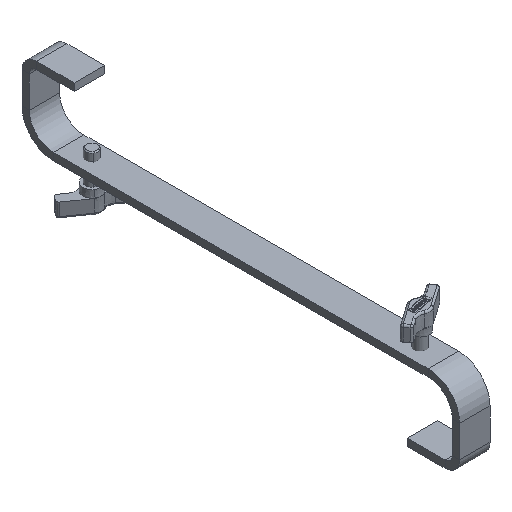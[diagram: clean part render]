
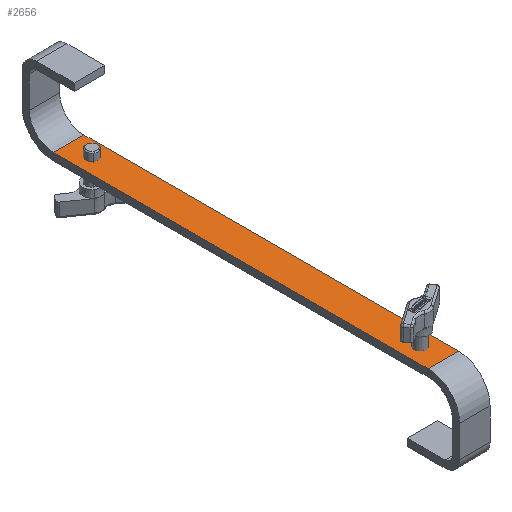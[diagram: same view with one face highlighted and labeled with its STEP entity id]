
A CAD part, isometric view. The second image highlights one B-rep face of the part: STEP entity #2656.
In plain terms, the highlighted planar face has unit normal (0, 0, 1).
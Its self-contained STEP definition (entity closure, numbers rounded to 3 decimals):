
#158 = EDGE_CURVE ( 'NONE', #358, #11727, #1766, .T. ) ;
#325 = DIRECTION ( 'NONE',  ( -1., 0., 0. ) ) ;
#358 = VERTEX_POINT ( 'NONE', #9244 ) ;
#626 = CARTESIAN_POINT ( 'NONE',  ( 12.5, -291., -58. ) ) ;
#1009 = ORIENTED_EDGE ( 'NONE', *, *, #12447, .T. ) ;
#1256 = AXIS2_PLACEMENT_3D ( 'NONE', #13508, #10954, #3534 ) ;
#1332 = CARTESIAN_POINT ( 'NONE',  ( 0., -267.75, -58. ) ) ;
#1766 = CIRCLE ( 'NONE', #8938, 4.25 ) ;
#1880 = EDGE_LOOP ( 'NONE', ( #11746, #9293 ) ) ;
#1974 = AXIS2_PLACEMENT_3D ( 'NONE', #8201, #8136, #10593 ) ;
#2053 = CARTESIAN_POINT ( 'NONE',  ( 0., 2.25, -58. ) ) ;
#2389 = ORIENTED_EDGE ( 'NONE', *, *, #158, .T. ) ;
#2536 = EDGE_CURVE ( 'NONE', #11727, #358, #12170, .T. ) ;
#2548 = LINE ( 'NONE', #11057, #4684 ) ;
#2656 = ADVANCED_FACE ( 'NONE', ( #4993, #3461, #12960 ), #5881, .F. ) ;
#3141 = DIRECTION ( 'NONE',  ( -1., 0., 0. ) ) ;
#3219 = AXIS2_PLACEMENT_3D ( 'NONE', #14694, #14594, #8403 ) ;
#3461 = FACE_BOUND ( 'NONE', #9203, .T. ) ;
#3534 = DIRECTION ( 'NONE',  ( 0., 1., 0. ) ) ;
#3716 = VERTEX_POINT ( 'NONE', #2053 ) ;
#3752 = ORIENTED_EDGE ( 'NONE', *, *, #2536, .T. ) ;
#3903 = EDGE_CURVE ( 'NONE', #5400, #3716, #13241, .T. ) ;
#4086 = CARTESIAN_POINT ( 'NONE',  ( 0., -272., -58. ) ) ;
#4119 = EDGE_CURVE ( 'NONE', #10912, #8666, #2548, .T. ) ;
#4212 = VERTEX_POINT ( 'NONE', #14480 ) ;
#4276 = VECTOR ( 'NONE', #15357, 1000. ) ;
#4684 = VECTOR ( 'NONE', #14876, 1000. ) ;
#4993 = FACE_BOUND ( 'NONE', #1880, .T. ) ;
#5343 = CARTESIAN_POINT ( 'NONE',  ( 12.5, 17., -58. ) ) ;
#5400 = VERTEX_POINT ( 'NONE', #12864 ) ;
#5562 = EDGE_CURVE ( 'NONE', #3716, #5400, #10288, .T. ) ;
#5751 = VERTEX_POINT ( 'NONE', #13963 ) ;
#5881 = PLANE ( 'NONE',  #3219 ) ;
#6198 = LINE ( 'NONE', #5343, #4276 ) ;
#6678 = LINE ( 'NONE', #626, #11544 ) ;
#8136 = DIRECTION ( 'NONE',  ( 0., 0., -1. ) ) ;
#8201 = CARTESIAN_POINT ( 'NONE',  ( 0., -2., -58. ) ) ;
#8264 = ORIENTED_EDGE ( 'NONE', *, *, #11490, .F. ) ;
#8403 = DIRECTION ( 'NONE',  ( 0., 1., 0. ) ) ;
#8459 = EDGE_CURVE ( 'NONE', #5751, #4212, #6198, .T. ) ;
#8513 = EDGE_LOOP ( 'NONE', ( #14697, #8264, #15982, #1009 ) ) ;
#8666 = VERTEX_POINT ( 'NONE', #14306 ) ;
#8938 = AXIS2_PLACEMENT_3D ( 'NONE', #13607, #14863, #11043 ) ;
#9203 = EDGE_LOOP ( 'NONE', ( #3752, #2389 ) ) ;
#9244 = CARTESIAN_POINT ( 'NONE',  ( 0., -276.25, -58. ) ) ;
#9293 = ORIENTED_EDGE ( 'NONE', *, *, #3903, .T. ) ;
#10067 = CARTESIAN_POINT ( 'NONE',  ( 12.5, 17., -58. ) ) ;
#10288 = CIRCLE ( 'NONE', #1256, 4.25 ) ;
#10341 = DIRECTION ( 'NONE',  ( 0., 1., 0. ) ) ;
#10593 = DIRECTION ( 'NONE',  ( 0., 1., 0. ) ) ;
#10912 = VERTEX_POINT ( 'NONE', #15170 ) ;
#10946 = LINE ( 'NONE', #10067, #12690 ) ;
#10954 = DIRECTION ( 'NONE',  ( 0., 0., -1. ) ) ;
#11043 = DIRECTION ( 'NONE',  ( 0., 1., 0. ) ) ;
#11057 = CARTESIAN_POINT ( 'NONE',  ( -12.5, 17., -58. ) ) ;
#11490 = EDGE_CURVE ( 'NONE', #4212, #8666, #6678, .T. ) ;
#11544 = VECTOR ( 'NONE', #3141, 1000. ) ;
#11727 = VERTEX_POINT ( 'NONE', #1332 ) ;
#11746 = ORIENTED_EDGE ( 'NONE', *, *, #5562, .T. ) ;
#12170 = CIRCLE ( 'NONE', #12671, 4.25 ) ;
#12447 = EDGE_CURVE ( 'NONE', #5751, #10912, #10946, .T. ) ;
#12671 = AXIS2_PLACEMENT_3D ( 'NONE', #4086, #14074, #10341 ) ;
#12690 = VECTOR ( 'NONE', #325, 1000. ) ;
#12864 = CARTESIAN_POINT ( 'NONE',  ( 0., -6.25, -58. ) ) ;
#12960 = FACE_OUTER_BOUND ( 'NONE', #8513, .T. ) ;
#13241 = CIRCLE ( 'NONE', #1974, 4.25 ) ;
#13508 = CARTESIAN_POINT ( 'NONE',  ( 0., -2., -58. ) ) ;
#13607 = CARTESIAN_POINT ( 'NONE',  ( 0., -272., -58. ) ) ;
#13963 = CARTESIAN_POINT ( 'NONE',  ( 12.5, 17., -58. ) ) ;
#14074 = DIRECTION ( 'NONE',  ( 0., 0., -1. ) ) ;
#14306 = CARTESIAN_POINT ( 'NONE',  ( -12.5, -291., -58. ) ) ;
#14480 = CARTESIAN_POINT ( 'NONE',  ( 12.5, -291., -58. ) ) ;
#14594 = DIRECTION ( 'NONE',  ( 0., 0., -1. ) ) ;
#14694 = CARTESIAN_POINT ( 'NONE',  ( 12.5, 17., -58. ) ) ;
#14697 = ORIENTED_EDGE ( 'NONE', *, *, #4119, .T. ) ;
#14863 = DIRECTION ( 'NONE',  ( 0., 0., -1. ) ) ;
#14876 = DIRECTION ( 'NONE',  ( 0., -1., 0. ) ) ;
#15170 = CARTESIAN_POINT ( 'NONE',  ( -12.5, 17., -58. ) ) ;
#15357 = DIRECTION ( 'NONE',  ( 0., -1., 0. ) ) ;
#15982 = ORIENTED_EDGE ( 'NONE', *, *, #8459, .F. ) ;
